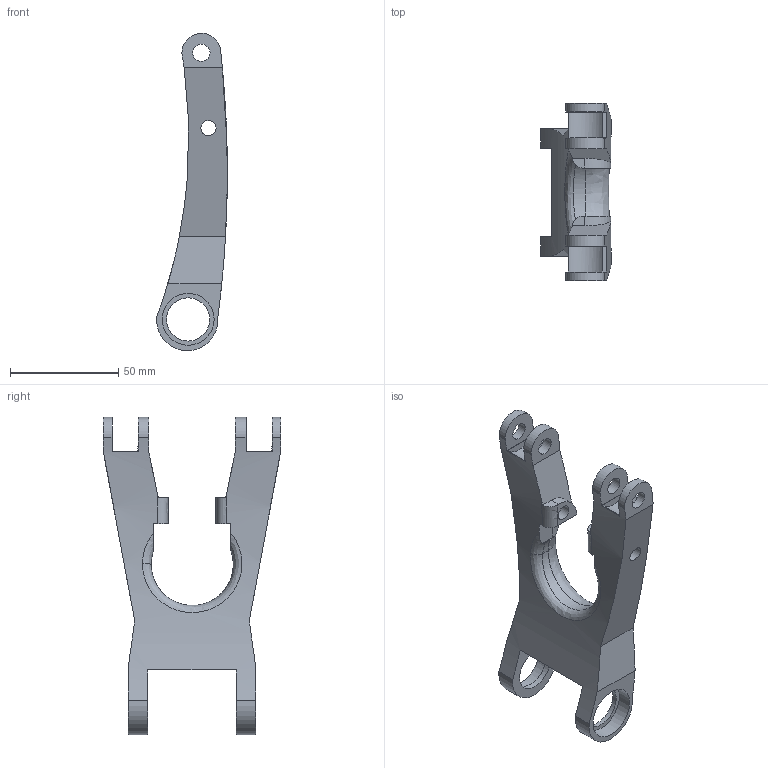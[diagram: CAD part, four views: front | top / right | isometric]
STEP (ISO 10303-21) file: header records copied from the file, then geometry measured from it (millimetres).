
FILE_DESCRIPTION(('FreeCAD Model'),'2;1');
FILE_NAME('biellettebike.stp','2015-12-06T21:59:31',( 'Author'),(''),'Open CASCADE STEP processor 6.8','FreeCAD','Unknown' );
FILE_SCHEMA(('AUTOMOTIVE_DESIGN_CC2 { 1 2 10303 214 -1 1 5 4 }'));
Length unit declared in the file: millimetre
Products named in the file (1): Cut005
Bounding box: 32.67 x 82 x 146.84 mm (x, y, z)
Volume: 87969.3 mm3; surface area: 25197 mm2
Topology: 1 solids, 1 shells, 75 faces, 211 edges, 140 vertices
Faces by surface type: plane 43, cylinder 24, bspline 4, torus 4
Full cylindrical faces by diameter (mm): 7 x2, 8 x4, 20 x2, 24 x2
Entity records: 11504 total; most frequent: CARTESIAN_POINT 7694, DIRECTION 663, ORIENTED_EDGE 406, PCURVE 406, DEFINITIONAL_REPRESENTATION 406, LINE 279, VECTOR 279, EDGE_CURVE 203
